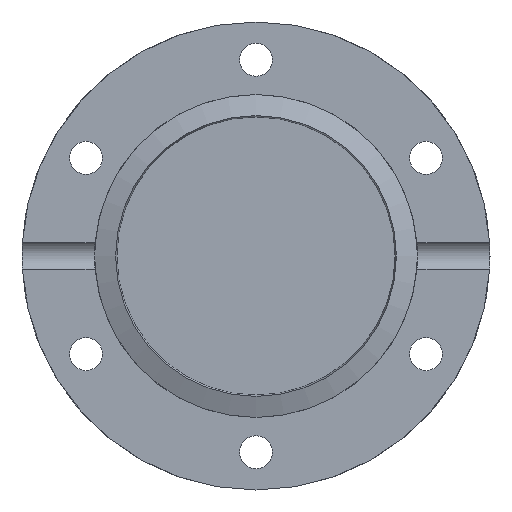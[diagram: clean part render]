
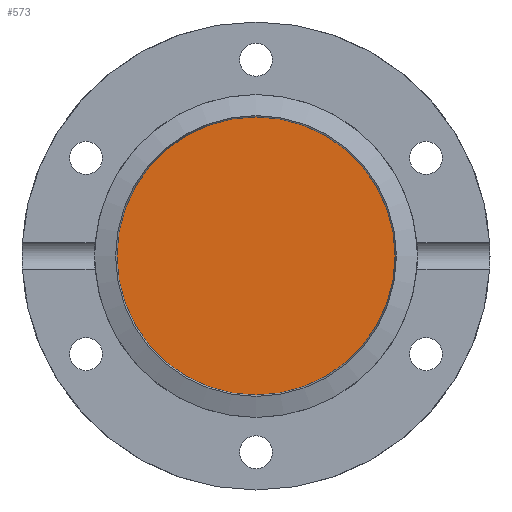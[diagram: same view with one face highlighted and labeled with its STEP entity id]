
A CAD part, left-side view. The second image highlights one B-rep face of the part: STEP entity #573.
In plain terms, the highlighted planar face has unit normal (-1, 0, 0).
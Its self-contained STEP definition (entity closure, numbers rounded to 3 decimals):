
#519 = EDGE_CURVE('',#520,#520,#522,.T.);
#520 = VERTEX_POINT('',#521);
#521 = CARTESIAN_POINT('',(-11.8,0.,20.8));
#522 = CIRCLE('',#523,20.8);
#523 = AXIS2_PLACEMENT_3D('',#524,#525,#526);
#524 = CARTESIAN_POINT('',(-11.8,0.,0.));
#525 = DIRECTION('',(-1.,0.,0.));
#526 = DIRECTION('',(0.,0.,1.));
#573 = ADVANCED_FACE('',(#574),#577,.F.);
#574 = FACE_BOUND('',#575,.T.);
#575 = EDGE_LOOP('',(#576));
#576 = ORIENTED_EDGE('',*,*,#519,.T.);
#577 = PLANE('',#578);
#578 = AXIS2_PLACEMENT_3D('',#579,#580,#581);
#579 = CARTESIAN_POINT('',(-11.8,0.,20.8));
#580 = DIRECTION('',(1.,0.,0.));
#581 = DIRECTION('',(0.,0.,-1.));
